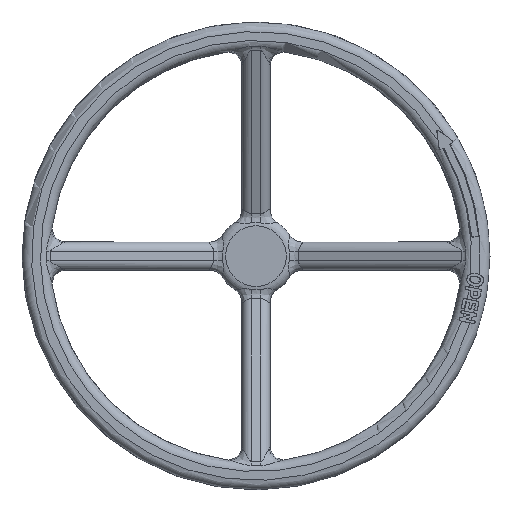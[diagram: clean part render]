
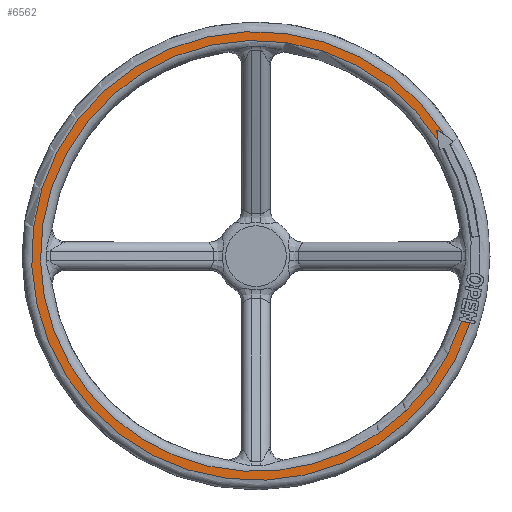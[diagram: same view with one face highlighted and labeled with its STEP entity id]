
A CAD part, top view. The second image highlights one B-rep face of the part: STEP entity #6562.
In plain terms, the highlighted planar face has unit normal (0, 0, 1).
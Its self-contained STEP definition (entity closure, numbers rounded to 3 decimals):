
#616=CIRCLE('',#6860,95.89);
#617=CIRCLE('',#6861,92.11);
#775=ELLIPSE('',#6859,0.505,0.5);
#839=ORIENTED_EDGE('',*,*,#2329,.T.);
#840=ORIENTED_EDGE('',*,*,#2330,.T.);
#841=ORIENTED_EDGE('',*,*,#2331,.T.);
#842=ORIENTED_EDGE('',*,*,#2332,.T.);
#843=ORIENTED_EDGE('',*,*,#2333,.F.);
#844=ORIENTED_EDGE('',*,*,#2334,.T.);
#2329=EDGE_CURVE('',#3074,#3075,#3539,.T.);
#2330=EDGE_CURVE('',#3075,#3076,#775,.T.);
#2331=EDGE_CURVE('',#3076,#3077,#3540,.T.);
#2332=EDGE_CURVE('',#3077,#3078,#616,.F.);
#2333=EDGE_CURVE('',#3079,#3078,#3541,.F.);
#2334=EDGE_CURVE('',#3079,#3074,#617,.T.);
#3074=VERTEX_POINT('',#8128);
#3075=VERTEX_POINT('',#8129);
#3076=VERTEX_POINT('',#8131);
#3077=VERTEX_POINT('',#8133);
#3078=VERTEX_POINT('',#8135);
#3079=VERTEX_POINT('',#8137);
#3539=LINE('',#8127,#3682);
#3540=LINE('',#8132,#3683);
#3541=LINE('',#8136,#3684);
#3682=VECTOR('',#7236,1000.);
#3683=VECTOR('',#7239,1000.);
#3684=VECTOR('',#7242,1000.);
#3825=EDGE_LOOP('',(#839,#840,#841,#842,#843,#844));
#4136=FACE_BOUND('',#3825,.T.);
#4448=PLANE('',#6858);
#6562=ADVANCED_FACE('',(#4136),#4448,.F.);
#6858=AXIS2_PLACEMENT_3D('',#8126,#7234,#7235);
#6859=AXIS2_PLACEMENT_3D('',#8130,#7237,#7238);
#6860=AXIS2_PLACEMENT_3D('',#8134,#7240,#7241);
#6861=AXIS2_PLACEMENT_3D('',#8138,#7243,#7244);
#7234=DIRECTION('',(0.,0.,-1.));
#7235=DIRECTION('',(-1.,0.,0.));
#7236=DIRECTION('',(-0.131,0.991,0.));
#7237=DIRECTION('',(0.,0.,-1.));
#7238=DIRECTION('',(0.5,-0.866,0.));
#7239=DIRECTION('',(0.793,-0.609,0.));
#7240=DIRECTION('',(0.,0.,-1.));
#7241=DIRECTION('',(-1.,0.,0.));
#7242=DIRECTION('',(-0.982,0.191,0.));
#7243=DIRECTION('',(0.,0.,-1.));
#7244=DIRECTION('',(-1.,0.,0.));
#8126=CARTESIAN_POINT('',(0.,99.686,6.));
#8127=CARTESIAN_POINT('',(69.944,108.894,6.));
#8128=CARTESIAN_POINT('',(77.785,49.334,6.));
#8129=CARTESIAN_POINT('',(77.27,53.241,6.));
#8130=CARTESIAN_POINT('',(77.767,53.303,6.));
#8131=CARTESIAN_POINT('',(78.069,53.702,6.));
#8132=CARTESIAN_POINT('',(6.724,108.448,6.));
#8133=CARTESIAN_POINT('',(80.835,51.58,6.));
#8134=CARTESIAN_POINT('',(0.,0.,6.));
#8135=CARTESIAN_POINT('',(91.528,-28.592,6.));
#8136=CARTESIAN_POINT('',(-20.694,-6.778,6.));
#8137=CARTESIAN_POINT('',(87.794,-27.866,6.));
#8138=CARTESIAN_POINT('',(0.,0.,6.));
